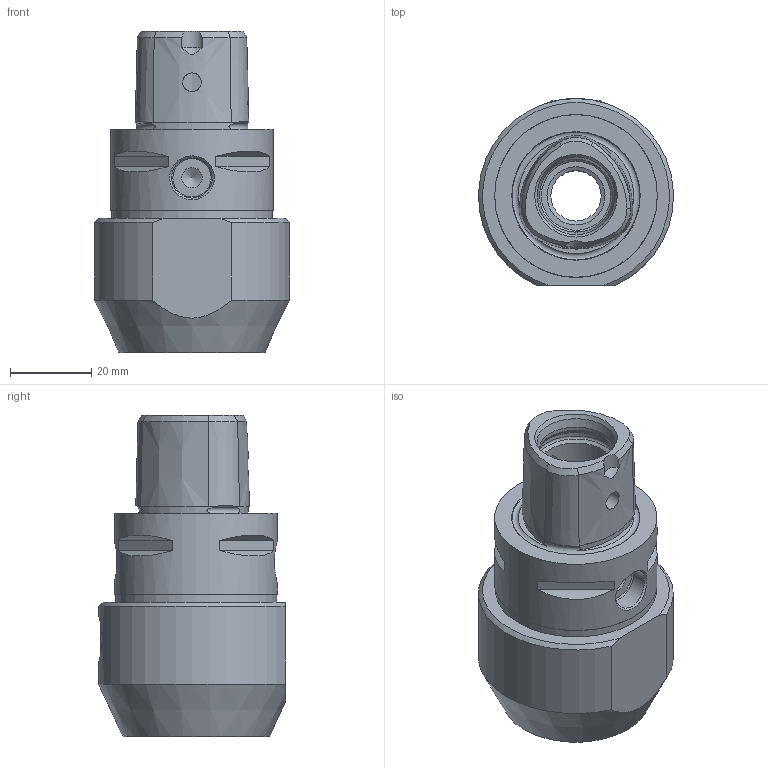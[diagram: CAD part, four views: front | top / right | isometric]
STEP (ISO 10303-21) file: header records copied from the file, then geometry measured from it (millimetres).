
FILE_DESCRIPTION(/* description */ (''),/* implementation_level */ '2;1');
FILE_NAME(/* name */ '04_16_6.stp',/* time_stamp */ '2021-09-30T09:35:02+02:00',/* author */ ('cad'),/* organization */ (''),/* preprocessor_version */ 'ST-DEVELOPER v18.1',/* originating_system */ 'Autodesk Inventor 2021',/* authorisation */ '');
FILE_SCHEMA (('AUTOMOTIVE_DESIGN { 1 0 10303 214 3 1 1 }'));
Length unit declared in the file: inch
Products named in the file (1): 04_16_6_Shrinkwrap_1
Bounding box: 47.97 x 45.95 x 79 mm (x, y, z)
Volume: 77471.7 mm3; surface area: 16906.5 mm2
Topology: 1 solids, 1 shells, 120 faces, 322 edges, 215 vertices
Faces by surface type: plane 42, cone 37, cylinder 37, torus 3, bspline 1
Full cylindrical faces by diameter (mm): 4.6 x2, 5 x1, 6 x1, 8 x1, 9 x1, 10 x2, 12.376 x1, 16 x1, 16.5 x1, 18 x2, 20 x1, 39.6 x1, 40 x1
Entity records: 4460 total; most frequent: CARTESIAN_POINT 1275, DIRECTION 641, ORIENTED_EDGE 636, EDGE_CURVE 318, AXIS2_PLACEMENT_3D 271, VERTEX_POINT 216, CIRCLE 143, EDGE_LOOP 140
